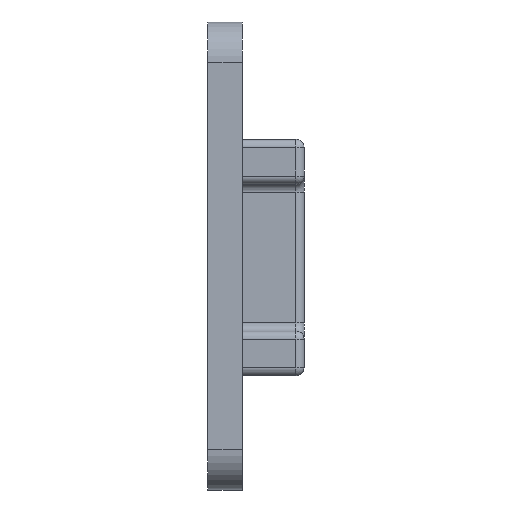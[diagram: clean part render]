
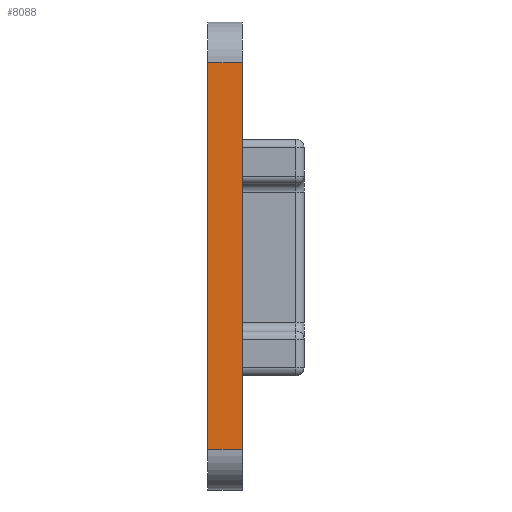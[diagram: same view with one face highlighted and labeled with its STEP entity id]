
A CAD part, front view. The second image highlights one B-rep face of the part: STEP entity #8088.
In plain terms, the highlighted planar face has unit normal (0, -1, 0).
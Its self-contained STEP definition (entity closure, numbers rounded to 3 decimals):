
#287 = EDGE_LOOP ( 'NONE', ( #6454, #2012, #19782, #6976 ) ) ;
#710 = EDGE_CURVE ( 'NONE', #3568, #1412, #19156, .T. ) ;
#857 = DIRECTION ( 'NONE',  ( 0., 0., 1. ) ) ;
#1178 = LINE ( 'NONE', #21121, #18276 ) ;
#1412 = VERTEX_POINT ( 'NONE', #15017 ) ;
#2012 = ORIENTED_EDGE ( 'NONE', *, *, #20564, .T. ) ;
#2368 = VECTOR ( 'NONE', #2883, 1000. ) ;
#2582 = EDGE_CURVE ( 'NONE', #9723, #3568, #15310, .T. ) ;
#2883 = DIRECTION ( 'NONE',  ( 0., 0., -1. ) ) ;
#3568 = VERTEX_POINT ( 'NONE', #7354 ) ;
#5204 = DIRECTION ( 'NONE',  ( -1., 0., 0. ) ) ;
#6454 = ORIENTED_EDGE ( 'NONE', *, *, #710, .T. ) ;
#6507 = VECTOR ( 'NONE', #8002, 1000. ) ;
#6531 = VERTEX_POINT ( 'NONE', #13063 ) ;
#6976 = ORIENTED_EDGE ( 'NONE', *, *, #2582, .T. ) ;
#7354 = CARTESIAN_POINT ( 'NONE',  ( -1.05, -18.65, 11.85 ) ) ;
#8002 = DIRECTION ( 'NONE',  ( 0., 0., -1. ) ) ;
#8088 = ADVANCED_FACE ( 'NONE', ( #10869 ), #15630, .F. ) ;
#8592 = CARTESIAN_POINT ( 'NONE',  ( 1.05, -18.65, 11.85 ) ) ;
#9723 = VERTEX_POINT ( 'NONE', #23226 ) ;
#9920 = DIRECTION ( 'NONE',  ( 0., 1., 0. ) ) ;
#10869 = FACE_OUTER_BOUND ( 'NONE', #287, .T. ) ;
#11995 = CARTESIAN_POINT ( 'NONE',  ( 1.05, -18.65, 14.35 ) ) ;
#13063 = CARTESIAN_POINT ( 'NONE',  ( 1.05, -18.65, -11.85 ) ) ;
#15017 = CARTESIAN_POINT ( 'NONE',  ( -1.05, -18.65, -11.85 ) ) ;
#15310 = LINE ( 'NONE', #8592, #16171 ) ;
#15494 = CARTESIAN_POINT ( 'NONE',  ( -1.05, -18.65, 14.35 ) ) ;
#15630 = PLANE ( 'NONE',  #17826 ) ;
#15646 = LINE ( 'NONE', #23799, #2368 ) ;
#16171 = VECTOR ( 'NONE', #5204, 1000. ) ;
#17826 = AXIS2_PLACEMENT_3D ( 'NONE', #11995, #9920, #857 ) ;
#18276 = VECTOR ( 'NONE', #19776, 1000. ) ;
#19156 = LINE ( 'NONE', #15494, #6507 ) ;
#19776 = DIRECTION ( 'NONE',  ( 1., 0., 0. ) ) ;
#19782 = ORIENTED_EDGE ( 'NONE', *, *, #20922, .F. ) ;
#20564 = EDGE_CURVE ( 'NONE', #1412, #6531, #1178, .T. ) ;
#20922 = EDGE_CURVE ( 'NONE', #9723, #6531, #15646, .T. ) ;
#21121 = CARTESIAN_POINT ( 'NONE',  ( 1.05, -18.65, -11.85 ) ) ;
#23226 = CARTESIAN_POINT ( 'NONE',  ( 1.05, -18.65, 11.85 ) ) ;
#23799 = CARTESIAN_POINT ( 'NONE',  ( 1.05, -18.65, 14.35 ) ) ;
